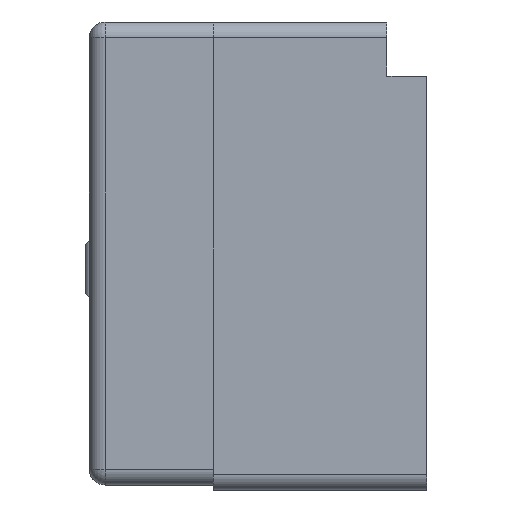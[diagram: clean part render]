
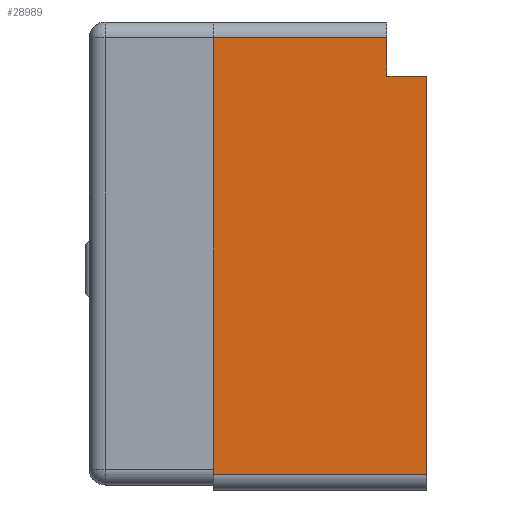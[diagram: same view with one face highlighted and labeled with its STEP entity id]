
A CAD part, left-side view. The second image highlights one B-rep face of the part: STEP entity #28989.
In plain terms, the highlighted planar face has unit normal (-1, 0, 0).
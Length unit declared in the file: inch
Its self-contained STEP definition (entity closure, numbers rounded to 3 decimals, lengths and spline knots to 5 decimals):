
#1133 = VECTOR ( 'NONE', #62068, 39.37008 ) ;
#3139 = CARTESIAN_POINT ( 'NONE',  ( -1.23031, -0.41772, -1.11996 ) ) ;
#4234 = LINE ( 'NONE', #32337, #61091 ) ;
#5432 = DIRECTION ( 'NONE',  ( 0., 1., 0. ) ) ;
#5734 = DIRECTION ( 'NONE',  ( 0., 0., 1. ) ) ;
#11907 = EDGE_CURVE ( 'NONE', #29905, #53045, #22071, .T. ) ;
#12385 = VERTEX_POINT ( 'NONE', #37614 ) ;
#14115 = FACE_OUTER_BOUND ( 'NONE', #62752, .T. ) ;
#18399 = ORIENTED_EDGE ( 'NONE', *, *, #55363, .T. ) ;
#19366 = CARTESIAN_POINT ( 'NONE',  ( -1.23031, -0.41772, -1.11996 ) ) ;
#20656 = CARTESIAN_POINT ( 'NONE',  ( -1.23031, -0.41772, -0.13386 ) ) ;
#22071 = LINE ( 'NONE', #62086, #28077 ) ;
#22539 = EDGE_CURVE ( 'NONE', #29905, #65216, #69504, .T. ) ;
#25830 = ORIENTED_EDGE ( 'NONE', *, *, #69259, .T. ) ;
#26457 = VECTOR ( 'NONE', #57613, 39.37008 ) ;
#27850 = ORIENTED_EDGE ( 'NONE', *, *, #39641, .T. ) ;
#28077 = VECTOR ( 'NONE', #40400, 39.37008 ) ;
#28989 = ADVANCED_FACE ( 'NONE', ( #14115 ), #70699, .T. ) ;
#29905 = VERTEX_POINT ( 'NONE', #54893 ) ;
#32248 = DIRECTION ( 'NONE',  ( 0., 0., 1. ) ) ;
#32337 = CARTESIAN_POINT ( 'NONE',  ( -1.23031, -0.41772, -0.13386 ) ) ;
#34086 = CARTESIAN_POINT ( 'NONE',  ( -1.23031, -0.41772, -0.03937 ) ) ;
#35262 = LINE ( 'NONE', #54948, #68873 ) ;
#35299 = EDGE_CURVE ( 'NONE', #37854, #45123, #4234, .T. ) ;
#37342 = CARTESIAN_POINT ( 'NONE',  ( -1.23031, 0.11063, -0.03937 ) ) ;
#37422 = DIRECTION ( 'NONE',  ( -1., 0., 0. ) ) ;
#37614 = CARTESIAN_POINT ( 'NONE',  ( -1.23031, -0.31929, -0.03937 ) ) ;
#37854 = VERTEX_POINT ( 'NONE', #20656 ) ;
#38917 = CARTESIAN_POINT ( 'NONE',  ( -1.23031, -0.31929, -0.13386 ) ) ;
#39641 = EDGE_CURVE ( 'NONE', #45123, #12385, #40547, .T. ) ;
#40400 = DIRECTION ( 'NONE',  ( 0., 0., 1. ) ) ;
#40547 = LINE ( 'NONE', #38917, #54400 ) ;
#40761 = AXIS2_PLACEMENT_3D ( 'NONE', #53613, #37422, #54092 ) ;
#44400 = ORIENTED_EDGE ( 'NONE', *, *, #22539, .T. ) ;
#45123 = VERTEX_POINT ( 'NONE', #60046 ) ;
#46059 = ORIENTED_EDGE ( 'NONE', *, *, #35299, .T. ) ;
#53045 = VERTEX_POINT ( 'NONE', #37342 ) ;
#53613 = CARTESIAN_POINT ( 'NONE',  ( -1.23031, -0.41772, -1.16535 ) ) ;
#54092 = DIRECTION ( 'NONE',  ( 0., 0., 1. ) ) ;
#54400 = VECTOR ( 'NONE', #5734, 39.37008 ) ;
#54893 = CARTESIAN_POINT ( 'NONE',  ( -1.23031, 0.11063, -1.11996 ) ) ;
#54948 = CARTESIAN_POINT ( 'NONE',  ( -1.23031, -0.41772, -1.16535 ) ) ;
#55363 = EDGE_CURVE ( 'NONE', #12385, #53045, #63167, .T. ) ;
#57613 = DIRECTION ( 'NONE',  ( 0., -1., 0. ) ) ;
#60046 = CARTESIAN_POINT ( 'NONE',  ( -1.23031, -0.31929, -0.13386 ) ) ;
#61091 = VECTOR ( 'NONE', #5432, 39.37008 ) ;
#62068 = DIRECTION ( 'NONE',  ( 0., 1., 0. ) ) ;
#62086 = CARTESIAN_POINT ( 'NONE',  ( -1.23031, 0.11063, -1.16539 ) ) ;
#62752 = EDGE_LOOP ( 'NONE', ( #27850, #18399, #63153, #44400, #25830, #46059 ) ) ;
#63153 = ORIENTED_EDGE ( 'NONE', *, *, #11907, .F. ) ;
#63167 = LINE ( 'NONE', #34086, #1133 ) ;
#65216 = VERTEX_POINT ( 'NONE', #19366 ) ;
#68873 = VECTOR ( 'NONE', #32248, 39.37008 ) ;
#69259 = EDGE_CURVE ( 'NONE', #65216, #37854, #35262, .T. ) ;
#69504 = LINE ( 'NONE', #3139, #26457 ) ;
#70699 = PLANE ( 'NONE',  #40761 ) ;
